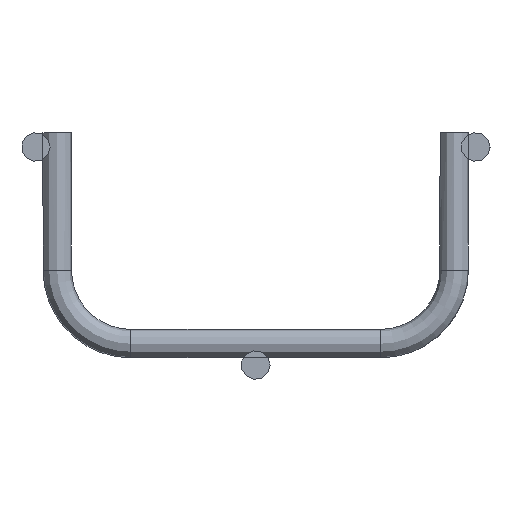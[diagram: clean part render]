
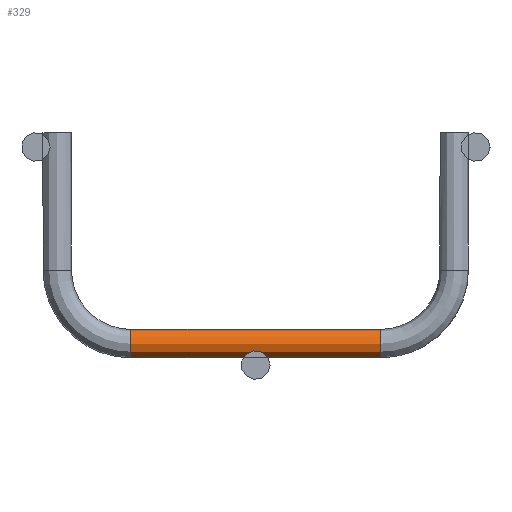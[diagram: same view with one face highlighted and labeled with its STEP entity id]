
A CAD part, left-side view. The second image highlights one B-rep face of the part: STEP entity #329.
In plain terms, the highlighted cylindrical face has radius 1.95 mm (diameter 3.9 mm), a full revolution.
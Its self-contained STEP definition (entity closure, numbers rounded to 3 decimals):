
#173=FACE_OUTER_BOUND('',#189,.T.);
#189=EDGE_LOOP('',(#293,#294,#295,#296,#297,#298));
#198=LINE('',#594,#204);
#204=VECTOR('',#465,1.95);
#216=CIRCLE('',#362,1.95);
#217=CIRCLE('',#363,1.95);
#218=CIRCLE('',#365,1.95);
#219=CIRCLE('',#366,1.95);
#233=VERTEX_POINT('',#587);
#234=VERTEX_POINT('',#589);
#235=VERTEX_POINT('',#593);
#236=VERTEX_POINT('',#595);
#254=EDGE_CURVE('',#233,#234,#216,.T.);
#255=EDGE_CURVE('',#234,#233,#217,.T.);
#256=EDGE_CURVE('',#234,#235,#198,.T.);
#257=EDGE_CURVE('',#235,#236,#218,.T.);
#258=EDGE_CURVE('',#236,#235,#219,.T.);
#293=ORIENTED_EDGE('',*,*,#255,.F.);
#294=ORIENTED_EDGE('',*,*,#256,.T.);
#295=ORIENTED_EDGE('',*,*,#257,.T.);
#296=ORIENTED_EDGE('',*,*,#258,.T.);
#297=ORIENTED_EDGE('',*,*,#256,.F.);
#298=ORIENTED_EDGE('',*,*,#254,.F.);
#316=CYLINDRICAL_SURFACE('',#364,1.95);
#329=ADVANCED_FACE('',(#173),#316,.T.);
#362=AXIS2_PLACEMENT_3D('',#590,#459,#460);
#363=AXIS2_PLACEMENT_3D('',#591,#461,#462);
#364=AXIS2_PLACEMENT_3D('',#592,#463,#464);
#365=AXIS2_PLACEMENT_3D('',#596,#466,#467);
#366=AXIS2_PLACEMENT_3D('',#597,#468,#469);
#459=DIRECTION('center_axis',(0.,1.,0.));
#460=DIRECTION('ref_axis',(1.,0.,0.));
#461=DIRECTION('center_axis',(0.,1.,0.));
#462=DIRECTION('ref_axis',(1.,0.,0.));
#463=DIRECTION('center_axis',(0.,1.,0.));
#464=DIRECTION('ref_axis',(1.,0.,0.));
#465=DIRECTION('',(0.,-1.,0.));
#466=DIRECTION('center_axis',(0.,1.,0.));
#467=DIRECTION('ref_axis',(1.,0.,0.));
#468=DIRECTION('center_axis',(0.,1.,0.));
#469=DIRECTION('ref_axis',(1.,0.,0.));
#587=CARTESIAN_POINT('',(0.,16.95,-11.4));
#589=CARTESIAN_POINT('',(-1.95,16.95,-13.35));
#590=CARTESIAN_POINT('Origin',(0.,16.95,-13.35));
#591=CARTESIAN_POINT('Origin',(0.,16.95,-13.35));
#592=CARTESIAN_POINT('Origin',(0.,-16.95,-13.35));
#593=CARTESIAN_POINT('',(-1.95,-16.95,-13.35));
#594=CARTESIAN_POINT('',(-1.95,-16.95,-13.35));
#595=CARTESIAN_POINT('',(0.,-16.95,-11.4));
#596=CARTESIAN_POINT('Origin',(0.,-16.95,-13.35));
#597=CARTESIAN_POINT('Origin',(0.,-16.95,-13.35));
